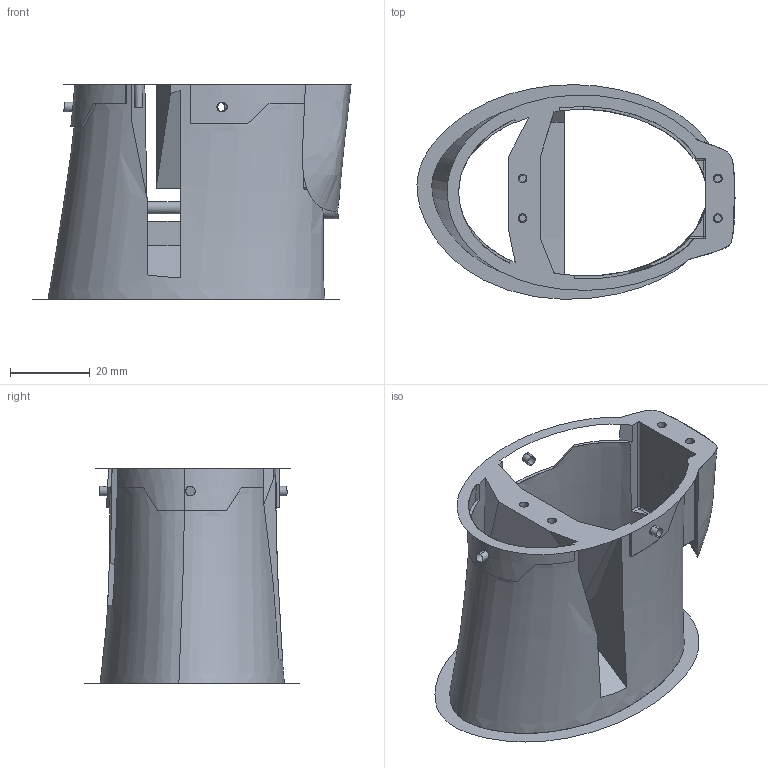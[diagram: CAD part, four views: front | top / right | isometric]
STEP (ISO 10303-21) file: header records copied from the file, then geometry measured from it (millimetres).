
FILE_DESCRIPTION ((), '1');
FILE_NAME ('Forearm_R_rotaWrist1V2.stp', '2013-09-29T10:17:29', ('Unknown'), ('Unknown'), 'Anar', 'Spacymen', '');
FILE_SCHEMA (('CONFIG_CONTROL_DESIGN'));
Products named in the file (1): product-name
Bounding box: 80.01 x 54 x 54.32 mm (x, y, z)
Surface area: 15658.7 mm2 (no closed solid volume)
Topology: 0 solids, 0 shells, 75 faces, 423 edges, 421 vertices
Faces by surface type: bspline 75
Entity records: 36230 total; most frequent: CARTESIAN_POINT 34688, SURFACE_CURVE 418, COMPOSITE_CURVE_SEGMENT 418, B_SPLINE_CURVE_WITH_KNOTS 404, BOUNDARY_CURVE 88, CURVE_BOUNDED_SURFACE 75, B_SPLINE_SURFACE_WITH_KNOTS 47, PERSON 8
